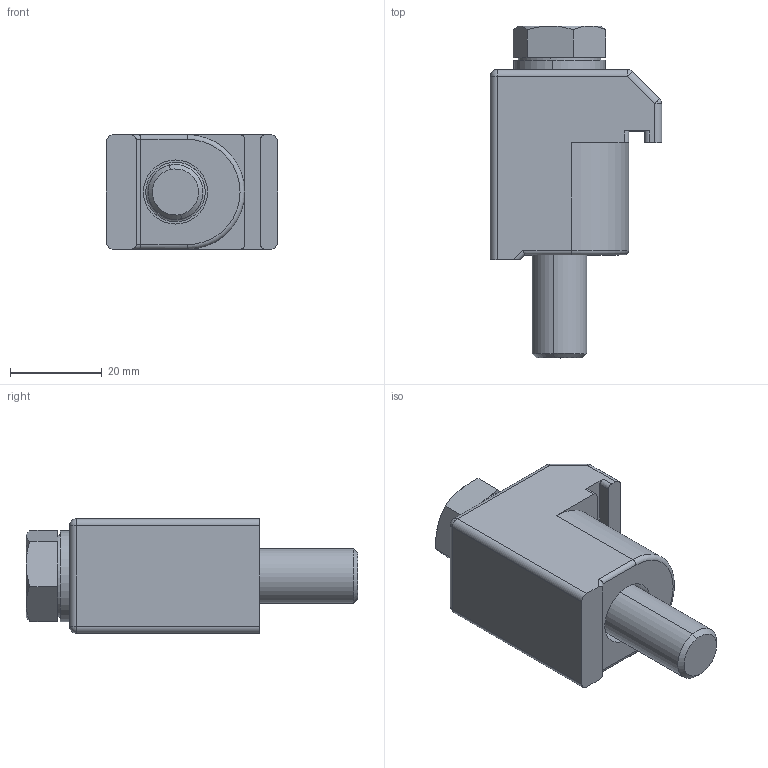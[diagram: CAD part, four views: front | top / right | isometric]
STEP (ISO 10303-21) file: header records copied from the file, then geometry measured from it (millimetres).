
FILE_DESCRIPTION (( 'STEP AP214' ), '1' );
FILE_NAME ('Hositrad_ISO630-CG-SingleWallClamp.STEP', '2013-09-03T12:51:09', ( '' ), ( '' ), 'SwSTEP 2.0', 'SolidWorks 2013', '' );
FILE_SCHEMA (( 'AUTOMOTIVE_DESIGN' ));
Length unit declared in the file: millimetre
Products named in the file (4): hex screw gradeab_iso_ISO 4017 - M12 x 65-N; ISO630-CG; plain washer small grade a_iso_Washer ISO 7092 - 12; Hositrad_ISO630-CG-SingleWallClamp
Assembly tree (3 placements, depth 2):
  Hositrad_ISO630-CG-SingleWallClamp
    ISO630-CG
    hex screw gradeab_iso_ISO 4017 - M12 x 65-N
    plain washer small grade a_iso_Washer ISO 7092 - 12
Bounding box: 37.4 x 72.5 x 25 mm (x, y, z)
Volume: 34610.7 mm3; surface area: 11614.3 mm2
Topology: 3 solids, 3 shells, 81 faces, 183 edges, 105 vertices
Faces by surface type: plane 32, cylinder 30, cone 10, sphere 6, torus 3
Entity records: 2413 total; most frequent: CARTESIAN_POINT 455, DIRECTION 411, ORIENTED_EDGE 358, EDGE_CURVE 179, AXIS2_PLACEMENT_3D 161, VERTEX_POINT 105, VECTOR 89, LINE 89
